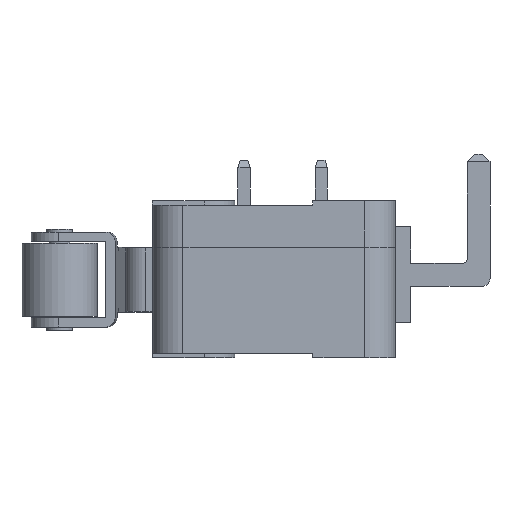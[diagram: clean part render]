
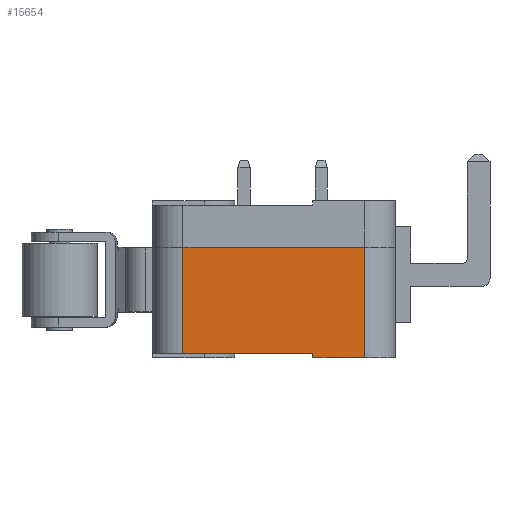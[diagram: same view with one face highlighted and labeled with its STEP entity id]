
A CAD part, left-side view. The second image highlights one B-rep face of the part: STEP entity #15654.
In plain terms, the highlighted planar face has unit normal (-1, 0, 0).
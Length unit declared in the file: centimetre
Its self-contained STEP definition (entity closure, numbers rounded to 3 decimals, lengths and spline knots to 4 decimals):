
#1595=FACE_OUTER_BOUND('',#2486,.T.);
#2486=EDGE_LOOP('',(#14257,#14258,#14259,#14260,#14261,#14262));
#3853=LINE('',#25452,#5558);
#4311=LINE('',#28276,#6016);
#4314=LINE('',#28284,#6019);
#4316=LINE('',#28292,#6021);
#4319=LINE('',#28298,#6024);
#4330=LINE('',#28327,#6035);
#5558=VECTOR('',#18560,1.);
#6016=VECTOR('',#19570,1.);
#6019=VECTOR('',#19577,1.);
#6021=VECTOR('',#19589,1.);
#6024=VECTOR('',#19598,1.);
#6035=VECTOR('',#19635,1.);
#7225=VERTEX_POINT('',#25442);
#7227=VERTEX_POINT('',#25451);
#7507=VERTEX_POINT('',#28272);
#7508=VERTEX_POINT('',#28274);
#7511=VERTEX_POINT('',#28283);
#7512=VERTEX_POINT('',#28290);
#9138=EDGE_CURVE('',#7227,#7225,#3853,.T.);
#9746=EDGE_CURVE('',#7507,#7508,#4311,.T.);
#9750=EDGE_CURVE('',#7511,#7507,#4314,.T.);
#9754=EDGE_CURVE('',#7512,#7508,#4316,.T.);
#9757=EDGE_CURVE('',#7511,#7225,#4319,.T.);
#9770=EDGE_CURVE('',#7512,#7227,#4330,.T.);
#14257=ORIENTED_EDGE('',*,*,#9138,.T.);
#14258=ORIENTED_EDGE('',*,*,#9757,.F.);
#14259=ORIENTED_EDGE('',*,*,#9750,.T.);
#14260=ORIENTED_EDGE('',*,*,#9746,.T.);
#14261=ORIENTED_EDGE('',*,*,#9754,.F.);
#14262=ORIENTED_EDGE('',*,*,#9770,.T.);
#14829=PLANE('',#16423);
#15654=ADVANCED_FACE('',(#1595),#14829,.T.);
#16423=AXIS2_PLACEMENT_3D('',#28326,#19633,#19634);
#18560=DIRECTION('',(0.,1.,0.));
#19570=DIRECTION('',(0.,0.,-1.));
#19577=DIRECTION('',(0.,-1.,0.));
#19589=DIRECTION('',(0.,1.,0.));
#19598=DIRECTION('',(0.,0.,1.));
#19633=DIRECTION('center_axis',(-1.,0.,0.));
#19634=DIRECTION('ref_axis',(0.,0.,1.));
#19635=DIRECTION('',(0.,0.,1.));
#25442=CARTESIAN_POINT('',(-2.89,0.6425,0.725));
#25451=CARTESIAN_POINT('',(-2.89,-0.5475,0.725));
#25452=CARTESIAN_POINT('',(-2.89,0.1475,0.725));
#28272=CARTESIAN_POINT('',(-2.89,-0.2075,0.03));
#28274=CARTESIAN_POINT('',(-2.89,-0.2075,0.));
#28276=CARTESIAN_POINT('',(-2.89,-0.2075,0.));
#28283=CARTESIAN_POINT('',(-2.89,0.6425,0.03));
#28284=CARTESIAN_POINT('',(-2.89,-0.246,0.03));
#28290=CARTESIAN_POINT('',(-2.89,-0.5475,0.));
#28292=CARTESIAN_POINT('',(-2.89,-0.5475,0.));
#28298=CARTESIAN_POINT('',(-2.89,0.6425,0.));
#28326=CARTESIAN_POINT('Origin',(-2.89,-0.5475,0.));
#28327=CARTESIAN_POINT('',(-2.89,-0.5475,0.));
